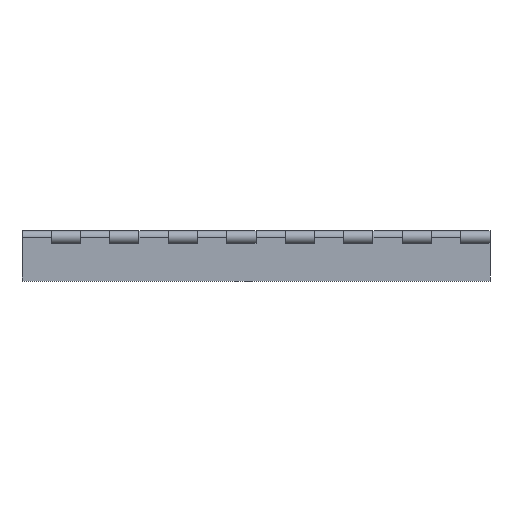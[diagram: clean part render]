
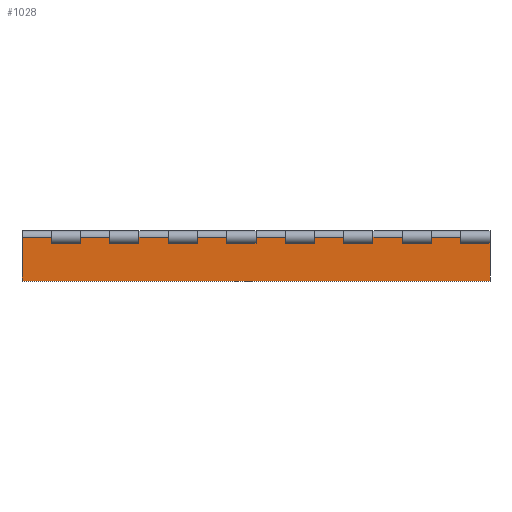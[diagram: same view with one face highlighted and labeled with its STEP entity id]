
A CAD part, top view. The second image highlights one B-rep face of the part: STEP entity #1028.
In plain terms, the highlighted planar face has unit normal (0, 0, 1).
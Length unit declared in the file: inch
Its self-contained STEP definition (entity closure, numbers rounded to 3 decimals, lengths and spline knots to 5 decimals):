
#51=FACE_OUTER_BOUND('',#106,.T.);
#106=EDGE_LOOP('',(#694,#695,#696,#697,#698,#699,#700,#701,#702,#703,#704,
#705,#706,#707,#708,#709,#710,#711,#712,#713,#714,#715,#716,#717,#718,#719,
#720,#721,#722,#723,#724,#725,#726,#727));
#195=LINE('',#1518,#313);
#200=LINE('',#1531,#318);
#201=LINE('',#1535,#319);
#202=LINE('',#1537,#320);
#203=LINE('',#1539,#321);
#204=LINE('',#1540,#322);
#205=LINE('',#1542,#323);
#206=LINE('',#1544,#324);
#207=LINE('',#1546,#325);
#208=LINE('',#1548,#326);
#209=LINE('',#1550,#327);
#210=LINE('',#1552,#328);
#211=LINE('',#1554,#329);
#212=LINE('',#1556,#330);
#213=LINE('',#1558,#331);
#214=LINE('',#1560,#332);
#215=LINE('',#1562,#333);
#216=LINE('',#1564,#334);
#217=LINE('',#1566,#335);
#218=LINE('',#1568,#336);
#219=LINE('',#1570,#337);
#220=LINE('',#1572,#338);
#221=LINE('',#1574,#339);
#222=LINE('',#1576,#340);
#223=LINE('',#1578,#341);
#224=LINE('',#1580,#342);
#225=LINE('',#1582,#343);
#226=LINE('',#1584,#344);
#227=LINE('',#1586,#345);
#228=LINE('',#1588,#346);
#229=LINE('',#1590,#347);
#230=LINE('',#1592,#348);
#231=LINE('',#1594,#349);
#232=LINE('',#1595,#350);
#313=VECTOR('',#1210,1.5);
#318=VECTOR('',#1221,16.);
#319=VECTOR('',#1224,0.215);
#320=VECTOR('',#1225,1.);
#321=VECTOR('',#1226,0.215);
#322=VECTOR('',#1227,1.);
#323=VECTOR('',#1228,1.285);
#324=VECTOR('',#1229,1.);
#325=VECTOR('',#1230,0.215);
#326=VECTOR('',#1231,1.);
#327=VECTOR('',#1232,0.215);
#328=VECTOR('',#1233,1.);
#329=VECTOR('',#1234,0.215);
#330=VECTOR('',#1235,1.);
#331=VECTOR('',#1236,0.215);
#332=VECTOR('',#1237,1.);
#333=VECTOR('',#1238,0.215);
#334=VECTOR('',#1239,1.);
#335=VECTOR('',#1240,0.215);
#336=VECTOR('',#1241,1.);
#337=VECTOR('',#1242,0.215);
#338=VECTOR('',#1243,1.);
#339=VECTOR('',#1244,0.215);
#340=VECTOR('',#1245,1.);
#341=VECTOR('',#1246,0.215);
#342=VECTOR('',#1247,1.);
#343=VECTOR('',#1248,0.215);
#344=VECTOR('',#1249,1.);
#345=VECTOR('',#1250,0.215);
#346=VECTOR('',#1251,1.);
#347=VECTOR('',#1252,0.215);
#348=VECTOR('',#1253,1.);
#349=VECTOR('',#1254,0.215);
#350=VECTOR('',#1255,1.);
#431=VERTEX_POINT('',#1515);
#432=VERTEX_POINT('',#1517);
#437=VERTEX_POINT('',#1529);
#438=VERTEX_POINT('',#1533);
#439=VERTEX_POINT('',#1534);
#440=VERTEX_POINT('',#1536);
#441=VERTEX_POINT('',#1538);
#442=VERTEX_POINT('',#1541);
#443=VERTEX_POINT('',#1543);
#444=VERTEX_POINT('',#1545);
#445=VERTEX_POINT('',#1547);
#446=VERTEX_POINT('',#1549);
#447=VERTEX_POINT('',#1551);
#448=VERTEX_POINT('',#1553);
#449=VERTEX_POINT('',#1555);
#450=VERTEX_POINT('',#1557);
#451=VERTEX_POINT('',#1559);
#452=VERTEX_POINT('',#1561);
#453=VERTEX_POINT('',#1563);
#454=VERTEX_POINT('',#1565);
#455=VERTEX_POINT('',#1567);
#456=VERTEX_POINT('',#1569);
#457=VERTEX_POINT('',#1571);
#458=VERTEX_POINT('',#1573);
#459=VERTEX_POINT('',#1575);
#460=VERTEX_POINT('',#1577);
#461=VERTEX_POINT('',#1579);
#462=VERTEX_POINT('',#1581);
#463=VERTEX_POINT('',#1583);
#464=VERTEX_POINT('',#1585);
#465=VERTEX_POINT('',#1587);
#466=VERTEX_POINT('',#1589);
#467=VERTEX_POINT('',#1591);
#468=VERTEX_POINT('',#1593);
#533=EDGE_CURVE('',#431,#432,#195,.T.);
#540=EDGE_CURVE('',#437,#431,#200,.T.);
#541=EDGE_CURVE('',#438,#439,#201,.T.);
#542=EDGE_CURVE('',#438,#440,#202,.T.);
#543=EDGE_CURVE('',#440,#441,#203,.T.);
#544=EDGE_CURVE('',#441,#432,#204,.T.);
#545=EDGE_CURVE('',#437,#442,#205,.T.);
#546=EDGE_CURVE('',#443,#442,#206,.T.);
#547=EDGE_CURVE('',#443,#444,#207,.T.);
#548=EDGE_CURVE('',#444,#445,#208,.T.);
#549=EDGE_CURVE('',#446,#445,#209,.T.);
#550=EDGE_CURVE('',#446,#447,#210,.T.);
#551=EDGE_CURVE('',#447,#448,#211,.T.);
#552=EDGE_CURVE('',#448,#449,#212,.T.);
#553=EDGE_CURVE('',#450,#449,#213,.T.);
#554=EDGE_CURVE('',#450,#451,#214,.T.);
#555=EDGE_CURVE('',#451,#452,#215,.T.);
#556=EDGE_CURVE('',#452,#453,#216,.T.);
#557=EDGE_CURVE('',#454,#453,#217,.T.);
#558=EDGE_CURVE('',#454,#455,#218,.T.);
#559=EDGE_CURVE('',#455,#456,#219,.T.);
#560=EDGE_CURVE('',#456,#457,#220,.T.);
#561=EDGE_CURVE('',#458,#457,#221,.T.);
#562=EDGE_CURVE('',#458,#459,#222,.T.);
#563=EDGE_CURVE('',#459,#460,#223,.T.);
#564=EDGE_CURVE('',#460,#461,#224,.T.);
#565=EDGE_CURVE('',#462,#461,#225,.T.);
#566=EDGE_CURVE('',#462,#463,#226,.T.);
#567=EDGE_CURVE('',#463,#464,#227,.T.);
#568=EDGE_CURVE('',#464,#465,#228,.T.);
#569=EDGE_CURVE('',#466,#465,#229,.T.);
#570=EDGE_CURVE('',#466,#467,#230,.T.);
#571=EDGE_CURVE('',#467,#468,#231,.T.);
#572=EDGE_CURVE('',#468,#439,#232,.T.);
#694=ORIENTED_EDGE('',*,*,#541,.F.);
#695=ORIENTED_EDGE('',*,*,#542,.T.);
#696=ORIENTED_EDGE('',*,*,#543,.T.);
#697=ORIENTED_EDGE('',*,*,#544,.T.);
#698=ORIENTED_EDGE('',*,*,#533,.F.);
#699=ORIENTED_EDGE('',*,*,#540,.F.);
#700=ORIENTED_EDGE('',*,*,#545,.T.);
#701=ORIENTED_EDGE('',*,*,#546,.F.);
#702=ORIENTED_EDGE('',*,*,#547,.T.);
#703=ORIENTED_EDGE('',*,*,#548,.T.);
#704=ORIENTED_EDGE('',*,*,#549,.F.);
#705=ORIENTED_EDGE('',*,*,#550,.T.);
#706=ORIENTED_EDGE('',*,*,#551,.T.);
#707=ORIENTED_EDGE('',*,*,#552,.T.);
#708=ORIENTED_EDGE('',*,*,#553,.F.);
#709=ORIENTED_EDGE('',*,*,#554,.T.);
#710=ORIENTED_EDGE('',*,*,#555,.T.);
#711=ORIENTED_EDGE('',*,*,#556,.T.);
#712=ORIENTED_EDGE('',*,*,#557,.F.);
#713=ORIENTED_EDGE('',*,*,#558,.T.);
#714=ORIENTED_EDGE('',*,*,#559,.T.);
#715=ORIENTED_EDGE('',*,*,#560,.T.);
#716=ORIENTED_EDGE('',*,*,#561,.F.);
#717=ORIENTED_EDGE('',*,*,#562,.T.);
#718=ORIENTED_EDGE('',*,*,#563,.T.);
#719=ORIENTED_EDGE('',*,*,#564,.T.);
#720=ORIENTED_EDGE('',*,*,#565,.F.);
#721=ORIENTED_EDGE('',*,*,#566,.T.);
#722=ORIENTED_EDGE('',*,*,#567,.T.);
#723=ORIENTED_EDGE('',*,*,#568,.T.);
#724=ORIENTED_EDGE('',*,*,#569,.F.);
#725=ORIENTED_EDGE('',*,*,#570,.T.);
#726=ORIENTED_EDGE('',*,*,#571,.T.);
#727=ORIENTED_EDGE('',*,*,#572,.T.);
#990=PLANE('',#1114);
#1028=ADVANCED_FACE('',(#51),#990,.T.);
#1114=AXIS2_PLACEMENT_3D('',#1532,#1222,#1223);
#1210=DIRECTION('',(0.,1.,0.));
#1221=DIRECTION('',(-1.,0.,0.));
#1222=DIRECTION('center_axis',(0.,0.,1.));
#1223=DIRECTION('ref_axis',(0.,-1.,0.));
#1224=DIRECTION('',(0.,1.,0.));
#1225=DIRECTION('',(-1.,0.,0.));
#1226=DIRECTION('',(0.,1.,0.));
#1227=DIRECTION('',(-1.,0.,0.));
#1228=DIRECTION('',(0.,1.,0.));
#1229=DIRECTION('',(1.,0.,0.));
#1230=DIRECTION('',(0.,1.,0.));
#1231=DIRECTION('',(-1.,0.,0.));
#1232=DIRECTION('',(0.,1.,0.));
#1233=DIRECTION('',(-1.,0.,0.));
#1234=DIRECTION('',(0.,1.,0.));
#1235=DIRECTION('',(-1.,0.,0.));
#1236=DIRECTION('',(0.,1.,0.));
#1237=DIRECTION('',(-1.,0.,0.));
#1238=DIRECTION('',(0.,1.,0.));
#1239=DIRECTION('',(-1.,0.,0.));
#1240=DIRECTION('',(0.,1.,0.));
#1241=DIRECTION('',(-1.,0.,0.));
#1242=DIRECTION('',(0.,1.,0.));
#1243=DIRECTION('',(-1.,0.,0.));
#1244=DIRECTION('',(0.,1.,0.));
#1245=DIRECTION('',(-1.,0.,0.));
#1246=DIRECTION('',(0.,1.,0.));
#1247=DIRECTION('',(-1.,0.,0.));
#1248=DIRECTION('',(0.,1.,0.));
#1249=DIRECTION('',(-1.,0.,0.));
#1250=DIRECTION('',(0.,1.,0.));
#1251=DIRECTION('',(-1.,0.,0.));
#1252=DIRECTION('',(0.,1.,0.));
#1253=DIRECTION('',(-1.,0.,0.));
#1254=DIRECTION('',(0.,1.,0.));
#1255=DIRECTION('',(-1.,0.,0.));
#1515=CARTESIAN_POINT('',(-8.,-1.5,0.));
#1517=CARTESIAN_POINT('',(-8.,0.,0.));
#1518=CARTESIAN_POINT('',(-8.,-1.5,0.));
#1529=CARTESIAN_POINT('',(8.,-1.5,0.));
#1531=CARTESIAN_POINT('',(8.,-1.5,0.));
#1532=CARTESIAN_POINT('Origin',(-8.,0.,0.));
#1533=CARTESIAN_POINT('',(-6.,-0.215,0.));
#1534=CARTESIAN_POINT('',(-6.,0.,0.));
#1535=CARTESIAN_POINT('',(-6.,-0.215,0.));
#1536=CARTESIAN_POINT('',(-7.,-0.215,0.));
#1537=CARTESIAN_POINT('',(-6.,-0.215,0.));
#1538=CARTESIAN_POINT('',(-7.,0.,0.));
#1539=CARTESIAN_POINT('',(-7.,-0.215,0.));
#1540=CARTESIAN_POINT('',(-7.,0.,0.));
#1541=CARTESIAN_POINT('',(8.,-0.215,0.));
#1542=CARTESIAN_POINT('',(8.,-1.5,0.));
#1543=CARTESIAN_POINT('',(7.,-0.215,0.));
#1544=CARTESIAN_POINT('',(7.,-0.215,0.));
#1545=CARTESIAN_POINT('',(7.,0.,0.));
#1546=CARTESIAN_POINT('',(7.,-0.215,0.));
#1547=CARTESIAN_POINT('',(6.,0.,0.));
#1548=CARTESIAN_POINT('',(7.,0.,0.));
#1549=CARTESIAN_POINT('',(6.,-0.215,0.));
#1550=CARTESIAN_POINT('',(6.,-0.215,0.));
#1551=CARTESIAN_POINT('',(5.,-0.215,0.));
#1552=CARTESIAN_POINT('',(6.,-0.215,0.));
#1553=CARTESIAN_POINT('',(5.,0.,0.));
#1554=CARTESIAN_POINT('',(5.,-0.215,0.));
#1555=CARTESIAN_POINT('',(4.,0.,0.));
#1556=CARTESIAN_POINT('',(5.,0.,0.));
#1557=CARTESIAN_POINT('',(4.,-0.215,0.));
#1558=CARTESIAN_POINT('',(4.,-0.215,0.));
#1559=CARTESIAN_POINT('',(3.,-0.215,0.));
#1560=CARTESIAN_POINT('',(4.,-0.215,0.));
#1561=CARTESIAN_POINT('',(3.,0.,0.));
#1562=CARTESIAN_POINT('',(3.,-0.215,0.));
#1563=CARTESIAN_POINT('',(2.,0.,0.));
#1564=CARTESIAN_POINT('',(3.,0.,0.));
#1565=CARTESIAN_POINT('',(2.,-0.215,0.));
#1566=CARTESIAN_POINT('',(2.,-0.215,0.));
#1567=CARTESIAN_POINT('',(1.,-0.215,0.));
#1568=CARTESIAN_POINT('',(2.,-0.215,0.));
#1569=CARTESIAN_POINT('',(1.,0.,0.));
#1570=CARTESIAN_POINT('',(1.,-0.215,0.));
#1571=CARTESIAN_POINT('',(0.,0.,0.));
#1572=CARTESIAN_POINT('',(1.,0.,0.));
#1573=CARTESIAN_POINT('',(0.,-0.215,0.));
#1574=CARTESIAN_POINT('',(0.,-0.215,0.));
#1575=CARTESIAN_POINT('',(-1.,-0.215,0.));
#1576=CARTESIAN_POINT('',(0.,-0.215,0.));
#1577=CARTESIAN_POINT('',(-1.,0.,0.));
#1578=CARTESIAN_POINT('',(-1.,-0.215,0.));
#1579=CARTESIAN_POINT('',(-2.,0.,0.));
#1580=CARTESIAN_POINT('',(-1.,0.,0.));
#1581=CARTESIAN_POINT('',(-2.,-0.215,0.));
#1582=CARTESIAN_POINT('',(-2.,-0.215,0.));
#1583=CARTESIAN_POINT('',(-3.,-0.215,0.));
#1584=CARTESIAN_POINT('',(-2.,-0.215,0.));
#1585=CARTESIAN_POINT('',(-3.,0.,0.));
#1586=CARTESIAN_POINT('',(-3.,-0.215,0.));
#1587=CARTESIAN_POINT('',(-4.,0.,0.));
#1588=CARTESIAN_POINT('',(-3.,0.,0.));
#1589=CARTESIAN_POINT('',(-4.,-0.215,0.));
#1590=CARTESIAN_POINT('',(-4.,-0.215,0.));
#1591=CARTESIAN_POINT('',(-5.,-0.215,0.));
#1592=CARTESIAN_POINT('',(-4.,-0.215,0.));
#1593=CARTESIAN_POINT('',(-5.,0.,0.));
#1594=CARTESIAN_POINT('',(-5.,-0.215,0.));
#1595=CARTESIAN_POINT('',(-5.,0.,0.));
